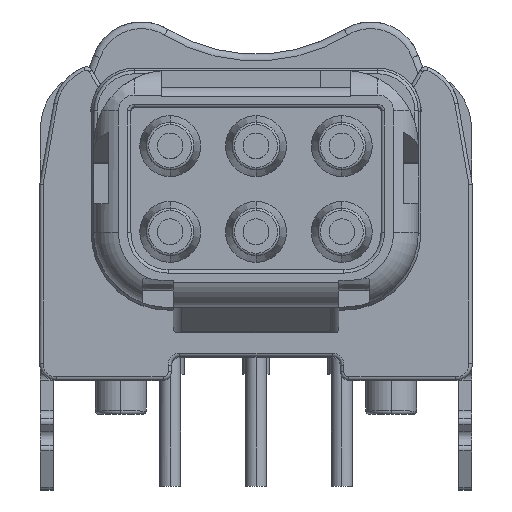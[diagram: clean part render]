
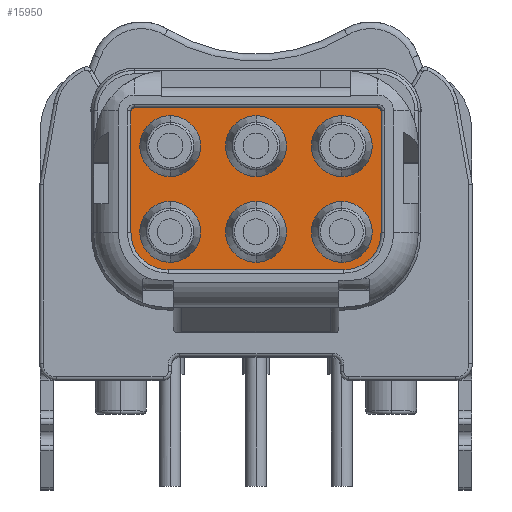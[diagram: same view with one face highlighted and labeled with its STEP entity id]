
A CAD part, top view. The second image highlights one B-rep face of the part: STEP entity #15950.
In plain terms, the highlighted planar face has unit normal (0, 0, 1).
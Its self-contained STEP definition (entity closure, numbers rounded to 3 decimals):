
#508=CARTESIAN_POINT('',(-3.6,2.3,-5.943));
#509=DIRECTION('',(0.,0.,1.));
#510=DIRECTION('',(0.,1.,0.));
#511=AXIS2_PLACEMENT_3D('',#508,#509,#510);
#516=DIRECTION('',(-1.,0.,0.));
#517=VECTOR('',#516,7.2);
#518=CARTESIAN_POINT('',(3.6,2.4,-5.943));
#519=LINE('',#518,#517);
#523=CARTESIAN_POINT('',(3.6,2.3,-5.943));
#524=DIRECTION('',(0.,0.,1.));
#525=DIRECTION('',(1.,0.,0.));
#526=AXIS2_PLACEMENT_3D('',#523,#524,#525);
#531=DIRECTION('',(0.,1.,0.));
#532=VECTOR('',#531,3.6);
#533=CARTESIAN_POINT('',(3.7,-1.3,-5.943));
#534=LINE('',#533,#532);
#538=CARTESIAN_POINT('',(2.6,-1.3,-5.943));
#539=DIRECTION('',(0.,0.,1.));
#540=DIRECTION('',(0.,-1.,0.));
#541=AXIS2_PLACEMENT_3D('',#538,#539,#540);
#546=DIRECTION('',(1.,0.,0.));
#547=VECTOR('',#546,5.2);
#548=CARTESIAN_POINT('',(-2.6,-2.4,-5.943));
#549=LINE('',#548,#547);
#553=CARTESIAN_POINT('',(-2.6,-1.3,-5.943));
#554=DIRECTION('',(0.,0.,1.));
#555=DIRECTION('',(-1.,0.,0.));
#556=AXIS2_PLACEMENT_3D('',#553,#554,#555);
#561=DIRECTION('',(0.,-1.,0.));
#562=VECTOR('',#561,3.6);
#563=CARTESIAN_POINT('',(-3.7,2.3,-5.943));
#564=LINE('',#563,#562);
#568=CARTESIAN_POINT('',(2.54,1.27,-5.943));
#569=DIRECTION('',(0.,0.,-1.));
#570=DIRECTION('',(0.,1.,0.));
#571=AXIS2_PLACEMENT_3D('',#568,#569,#570);
#576=CARTESIAN_POINT('',(2.54,1.27,-5.943));
#577=DIRECTION('',(0.,0.,-1.));
#578=DIRECTION('',(0.,-1.,0.));
#579=AXIS2_PLACEMENT_3D('',#576,#577,#578);
#584=CARTESIAN_POINT('',(0.,1.27,-5.943));
#585=DIRECTION('',(0.,0.,-1.));
#586=DIRECTION('',(0.,1.,0.));
#587=AXIS2_PLACEMENT_3D('',#584,#585,#586);
#592=CARTESIAN_POINT('',(0.,1.27,-5.943));
#593=DIRECTION('',(0.,0.,-1.));
#594=DIRECTION('',(0.,-1.,0.));
#595=AXIS2_PLACEMENT_3D('',#592,#593,#594);
#600=CARTESIAN_POINT('',(-2.54,1.27,-5.943));
#601=DIRECTION('',(0.,0.,-1.));
#602=DIRECTION('',(0.,1.,0.));
#603=AXIS2_PLACEMENT_3D('',#600,#601,#602);
#608=CARTESIAN_POINT('',(-2.54,1.27,-5.943));
#609=DIRECTION('',(0.,0.,-1.));
#610=DIRECTION('',(0.,-1.,0.));
#611=AXIS2_PLACEMENT_3D('',#608,#609,#610);
#616=CARTESIAN_POINT('',(2.54,-1.27,-5.943));
#617=DIRECTION('',(0.,0.,-1.));
#618=DIRECTION('',(0.,1.,0.));
#619=AXIS2_PLACEMENT_3D('',#616,#617,#618);
#624=CARTESIAN_POINT('',(2.54,-1.27,-5.943));
#625=DIRECTION('',(0.,0.,-1.));
#626=DIRECTION('',(0.,-1.,0.));
#627=AXIS2_PLACEMENT_3D('',#624,#625,#626);
#632=CARTESIAN_POINT('',(0.,-1.27,-5.943));
#633=DIRECTION('',(0.,0.,-1.));
#634=DIRECTION('',(0.,1.,0.));
#635=AXIS2_PLACEMENT_3D('',#632,#633,#634);
#640=CARTESIAN_POINT('',(0.,-1.27,-5.943));
#641=DIRECTION('',(0.,0.,-1.));
#642=DIRECTION('',(0.,-1.,0.));
#643=AXIS2_PLACEMENT_3D('',#640,#641,#642);
#648=CARTESIAN_POINT('',(-2.54,-1.27,-5.943));
#649=DIRECTION('',(0.,0.,-1.));
#650=DIRECTION('',(0.,1.,0.));
#651=AXIS2_PLACEMENT_3D('',#648,#649,#650);
#656=CARTESIAN_POINT('',(-2.54,-1.27,-5.943));
#657=DIRECTION('',(0.,0.,-1.));
#658=DIRECTION('',(0.,-1.,0.));
#659=AXIS2_PLACEMENT_3D('',#656,#657,#658);
#13952=CARTESIAN_POINT('',(2.54,2.17,-5.943));
#13954=VERTEX_POINT('',#13952);
#13956=CARTESIAN_POINT('',(2.54,0.37,-5.943));
#13958=VERTEX_POINT('',#13956);
#13960=CARTESIAN_POINT('',(0.,2.17,-5.943));
#13962=VERTEX_POINT('',#13960);
#13964=CARTESIAN_POINT('',(0.,0.37,-5.943));
#13966=VERTEX_POINT('',#13964);
#13968=CARTESIAN_POINT('',(-2.54,2.17,-5.943));
#13970=VERTEX_POINT('',#13968);
#13972=CARTESIAN_POINT('',(-2.54,0.37,-5.943));
#13974=VERTEX_POINT('',#13972);
#13976=CARTESIAN_POINT('',(-3.6,2.4,-5.943));
#13977=CARTESIAN_POINT('',(-3.7,2.3,-5.943));
#13978=VERTEX_POINT('',#13976);
#13979=VERTEX_POINT('',#13977);
#13980=CARTESIAN_POINT('',(-3.7,-1.3,-5.943));
#13981=VERTEX_POINT('',#13980);
#13982=CARTESIAN_POINT('',(-2.6,-2.4,-5.943));
#13983=VERTEX_POINT('',#13982);
#13984=CARTESIAN_POINT('',(2.6,-2.4,-5.943));
#13985=VERTEX_POINT('',#13984);
#13986=CARTESIAN_POINT('',(3.7,-1.3,-5.943));
#13987=VERTEX_POINT('',#13986);
#13988=CARTESIAN_POINT('',(3.7,2.3,-5.943));
#13989=VERTEX_POINT('',#13988);
#13990=CARTESIAN_POINT('',(3.6,2.4,-5.943));
#13991=VERTEX_POINT('',#13990);
#15407=CARTESIAN_POINT('',(2.54,-0.37,-5.943));
#15408=CARTESIAN_POINT('',(2.54,-2.17,-5.943));
#15409=VERTEX_POINT('',#15407);
#15410=VERTEX_POINT('',#15408);
#15419=CARTESIAN_POINT('',(0.,-0.37,-5.943));
#15420=CARTESIAN_POINT('',(0.,-2.17,-5.943));
#15421=VERTEX_POINT('',#15419);
#15422=VERTEX_POINT('',#15420);
#15431=CARTESIAN_POINT('',(-2.54,-0.37,-5.943));
#15432=CARTESIAN_POINT('',(-2.54,-2.17,-5.943));
#15433=VERTEX_POINT('',#15431);
#15434=VERTEX_POINT('',#15432);
#15899=CARTESIAN_POINT('',(0.,0.,-5.943));
#15900=DIRECTION('',(0.,0.,1.));
#15901=DIRECTION('',(1.,0.,0.));
#15902=AXIS2_PLACEMENT_3D('',#15899,#15900,#15901);
#15903=PLANE('',#15902);
#15904=ORIENTED_EDGE('',*,*,#15893,.F.);
#15905=ORIENTED_EDGE('',*,*,#15795,.F.);
#15906=ORIENTED_EDGE('',*,*,#15810,.F.);
#15907=ORIENTED_EDGE('',*,*,#15824,.F.);
#15908=ORIENTED_EDGE('',*,*,#15838,.F.);
#15909=ORIENTED_EDGE('',*,*,#15852,.F.);
#15910=ORIENTED_EDGE('',*,*,#15866,.F.);
#15911=ORIENTED_EDGE('',*,*,#15880,.F.);
#15912=EDGE_LOOP('',(#15904,#15905,#15906,#15907,#15908,#15909,#15910,#15911));
#15913=FACE_OUTER_BOUND('',#15912,.F.);
#15915=ORIENTED_EDGE('',*,*,#15914,.F.);
#15917=ORIENTED_EDGE('',*,*,#15916,.F.);
#15918=EDGE_LOOP('',(#15915,#15917));
#15919=FACE_BOUND('',#15918,.F.);
#15921=ORIENTED_EDGE('',*,*,#15920,.F.);
#15923=ORIENTED_EDGE('',*,*,#15922,.F.);
#15924=EDGE_LOOP('',(#15921,#15923));
#15925=FACE_BOUND('',#15924,.F.);
#15927=ORIENTED_EDGE('',*,*,#15926,.F.);
#15929=ORIENTED_EDGE('',*,*,#15928,.F.);
#15930=EDGE_LOOP('',(#15927,#15929));
#15931=FACE_BOUND('',#15930,.F.);
#15933=ORIENTED_EDGE('',*,*,#15932,.F.);
#15935=ORIENTED_EDGE('',*,*,#15934,.F.);
#15936=EDGE_LOOP('',(#15933,#15935));
#15937=FACE_BOUND('',#15936,.F.);
#15939=ORIENTED_EDGE('',*,*,#15938,.F.);
#15941=ORIENTED_EDGE('',*,*,#15940,.F.);
#15942=EDGE_LOOP('',(#15939,#15941));
#15943=FACE_BOUND('',#15942,.F.);
#15945=ORIENTED_EDGE('',*,*,#15944,.F.);
#15947=ORIENTED_EDGE('',*,*,#15946,.F.);
#15948=EDGE_LOOP('',(#15945,#15947));
#15949=FACE_BOUND('',#15948,.F.);
#512=CIRCLE('',#511,0.1);
#527=CIRCLE('',#526,0.1);
#542=CIRCLE('',#541,1.1);
#557=CIRCLE('',#556,1.1);
#572=CIRCLE('',#571,0.9);
#580=CIRCLE('',#579,0.9);
#588=CIRCLE('',#587,0.9);
#596=CIRCLE('',#595,0.9);
#604=CIRCLE('',#603,0.9);
#612=CIRCLE('',#611,0.9);
#620=CIRCLE('',#619,0.9);
#628=CIRCLE('',#627,0.9);
#636=CIRCLE('',#635,0.9);
#644=CIRCLE('',#643,0.9);
#652=CIRCLE('',#651,0.9);
#660=CIRCLE('',#659,0.9);
#15795=EDGE_CURVE('',#13991,#13978,#519,.T.);
#15810=EDGE_CURVE('',#13989,#13991,#527,.T.);
#15824=EDGE_CURVE('',#13987,#13989,#534,.T.);
#15838=EDGE_CURVE('',#13985,#13987,#542,.T.);
#15852=EDGE_CURVE('',#13983,#13985,#549,.T.);
#15866=EDGE_CURVE('',#13981,#13983,#557,.T.);
#15880=EDGE_CURVE('',#13979,#13981,#564,.T.);
#15893=EDGE_CURVE('',#13978,#13979,#512,.T.);
#15914=EDGE_CURVE('',#13954,#13958,#572,.T.);
#15916=EDGE_CURVE('',#13958,#13954,#580,.T.);
#15920=EDGE_CURVE('',#13962,#13966,#588,.T.);
#15922=EDGE_CURVE('',#13966,#13962,#596,.T.);
#15926=EDGE_CURVE('',#13970,#13974,#604,.T.);
#15928=EDGE_CURVE('',#13974,#13970,#612,.T.);
#15932=EDGE_CURVE('',#15409,#15410,#620,.T.);
#15934=EDGE_CURVE('',#15410,#15409,#628,.T.);
#15938=EDGE_CURVE('',#15421,#15422,#636,.T.);
#15940=EDGE_CURVE('',#15422,#15421,#644,.T.);
#15944=EDGE_CURVE('',#15433,#15434,#652,.T.);
#15946=EDGE_CURVE('',#15434,#15433,#660,.T.);
#15950=ADVANCED_FACE('',(#15913,#15919,#15925,#15931,#15937,#15943,#15949),
#15903,.T.);
